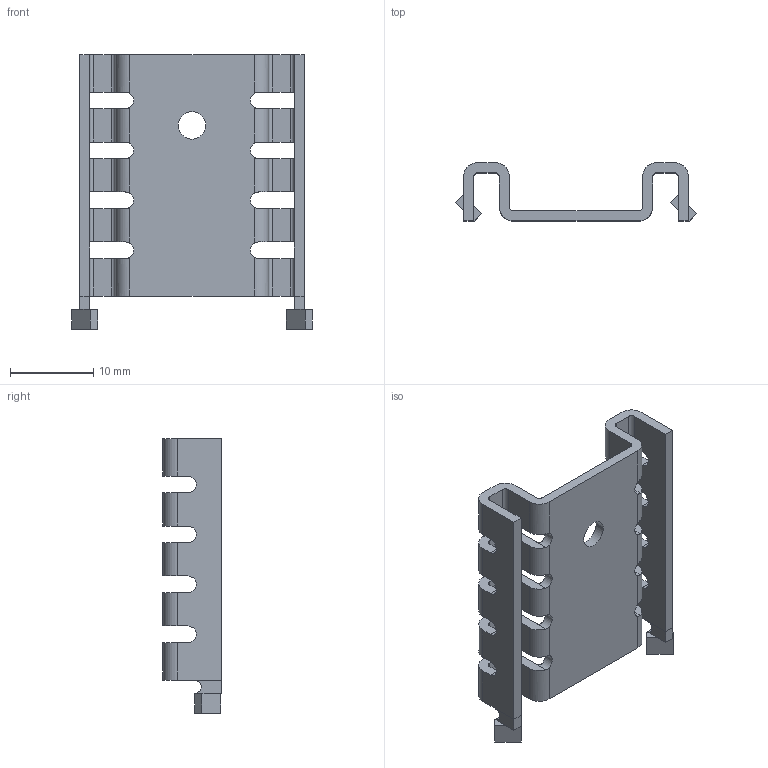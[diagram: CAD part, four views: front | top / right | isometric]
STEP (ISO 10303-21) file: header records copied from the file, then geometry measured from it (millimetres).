
FILE_DESCRIPTION((''),'2;1');
FILE_NAME('HSINK_SEIFERT_KL-105-29-SW.stp','2011-10-10T17:00:27',(''),(''),'Mechanical Desktop 2011','Mechanical Desktop 2011',', , ');
FILE_SCHEMA(('AUTOMOTIVE_DESIGN { 1 2 10303 214 1 1 1 1 }'));
Length unit declared in the file: millimetre
Products named in the file (1): Product
Bounding box: 28.91 x 7 x 33 mm (x, y, z)
Volume: 1411.9 mm3; surface area: 2885.7 mm2
Topology: 5 solids, 5 shells, 180 faces, 534 edges, 348 vertices
Faces by surface type: plane 97, cylinder 82, bspline 1
Entity records: 6253 total; most frequent: CARTESIAN_POINT 1290, ORIENTED_EDGE 1068, DIRECTION 1012, EDGE_CURVE 534, VECTOR 352, LINE 352, VERTEX_POINT 348, AXIS2_PLACEMENT_3D 330
